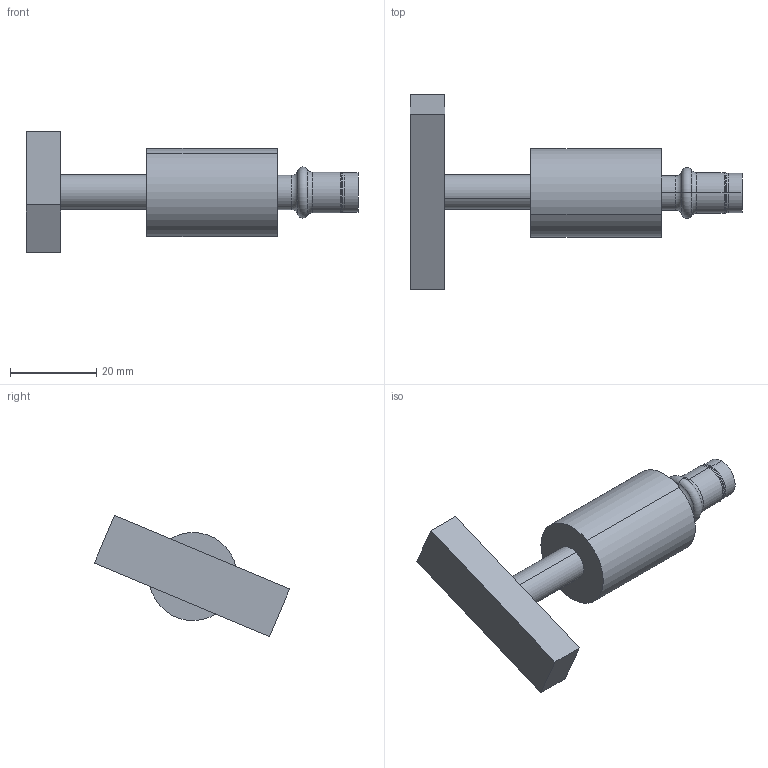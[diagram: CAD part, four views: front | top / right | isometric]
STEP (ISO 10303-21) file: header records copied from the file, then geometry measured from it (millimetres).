
FILE_DESCRIPTION (( 'STEP AP203' ), '1' );
FILE_NAME ('PlugPuiller.STEP', '2025-05-09T03:07:50', ( '' ), ( '' ), 'SwSTEP 2.0', 'SolidWorks 2023', '' );
FILE_SCHEMA (( 'CONFIG_CONTROL_DESIGN' ));
Length unit declared in the file: millimetre
Products named in the file (6): 0052127_02 - VENT-HOUSING.stp; PlugPuiller; Sleeve; Plug Puller Part 2; Plug Puller Part 1; Corkscrew
Assembly tree (5 placements, depth 2):
  PlugPuiller
    Plug Puller Part 1
    Plug Puller Part 2
    0052127_02 - VENT-HOUSING.stp
    Sleeve
    Corkscrew
Bounding box: 76.88 x 45.21 x 28.1 mm (x, y, z)
Volume: 14295.9 mm3; surface area: 9993.2 mm2
Topology: 5 solids, 5 shells, 140 faces, 339 edges, 212 vertices
Faces by surface type: cylinder 70, plane 31, torus 24, bspline 8, cone 7
Entity records: 7979 total; most frequent: CARTESIAN_POINT 4238, ORIENTED_EDGE 678, DIRECTION 663, EDGE_CURVE 339, AXIS2_PLACEMENT_3D 269, VERTEX_POINT 212, EDGE_LOOP 149, ADVANCED_FACE 140
